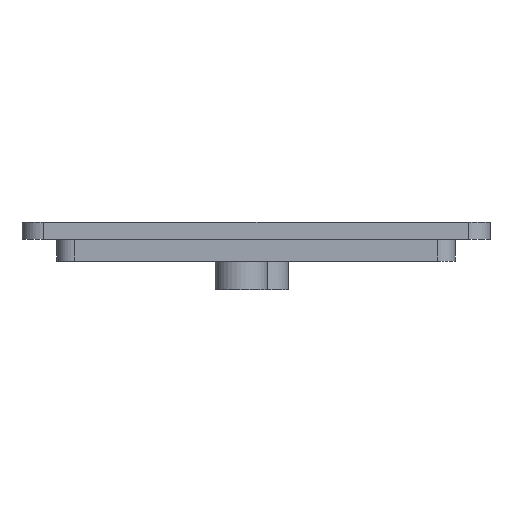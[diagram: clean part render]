
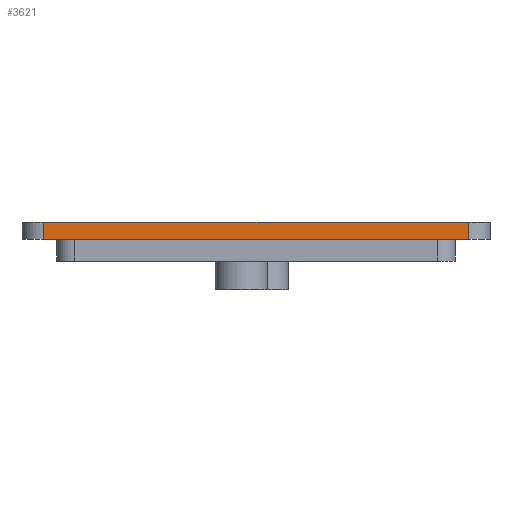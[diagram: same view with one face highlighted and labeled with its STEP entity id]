
A CAD part, left-side view. The second image highlights one B-rep face of the part: STEP entity #3621.
In plain terms, the highlighted planar face has unit normal (-1, 0, 0).
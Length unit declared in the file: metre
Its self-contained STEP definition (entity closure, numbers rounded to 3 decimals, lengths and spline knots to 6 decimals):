
#460=ORIENTED_EDGE('',*,*,#1550,.T.);
#461=ORIENTED_EDGE('',*,*,#1556,.T.);
#462=ORIENTED_EDGE('',*,*,#1438,.F.);
#463=ORIENTED_EDGE('',*,*,#1557,.T.);
#1438=EDGE_CURVE('',#1988,#1989,#2320,.T.);
#1550=EDGE_CURVE('',#2101,#2100,#2390,.T.);
#1556=EDGE_CURVE('',#2100,#1989,#2395,.F.);
#1557=EDGE_CURVE('',#1988,#2101,#2396,.T.);
#1988=VERTEX_POINT('',#5175);
#1989=VERTEX_POINT('',#5177);
#2100=VERTEX_POINT('',#5442);
#2101=VERTEX_POINT('',#5444);
#2320=LINE('',#5176,#2695);
#2390=LINE('',#5443,#2765);
#2395=LINE('',#5453,#2770);
#2396=LINE('',#5454,#2771);
#2695=VECTOR('',#4190,1.);
#2765=VECTOR('',#4304,1.);
#2770=VECTOR('',#4317,1.);
#2771=VECTOR('',#4318,1.);
#3058=EDGE_LOOP('',(#460,#461,#462,#463));
#3290=FACE_BOUND('',#3058,.T.);
#3508=PLANE('',#3884);
#3621=ADVANCED_FACE('',(#3290),#3508,.F.);
#3884=AXIS2_PLACEMENT_3D('',#5452,#4315,#4316);
#4190=DIRECTION('',(0.,-1.,0.));
#4304=DIRECTION('',(0.,-1.,0.));
#4315=DIRECTION('',(1.,0.,0.));
#4316=DIRECTION('',(0.,0.,-1.));
#4317=DIRECTION('',(0.,0.,-1.));
#4318=DIRECTION('',(0.,0.,-1.));
#5175=CARTESIAN_POINT('',(-0.05565,0.031065,0.00254));
#5176=CARTESIAN_POINT('',(-0.05565,0.,0.00254));
#5177=CARTESIAN_POINT('',(-0.05565,-0.031065,0.00254));
#5442=CARTESIAN_POINT('',(-0.05565,-0.031065,0.));
#5443=CARTESIAN_POINT('',(-0.05565,0.,0.));
#5444=CARTESIAN_POINT('',(-0.05565,0.031065,0.));
#5452=CARTESIAN_POINT('',(-0.05565,0.,0.00254));
#5453=CARTESIAN_POINT('',(-0.05565,-0.031065,0.00254));
#5454=CARTESIAN_POINT('',(-0.05565,0.031065,0.00254));
